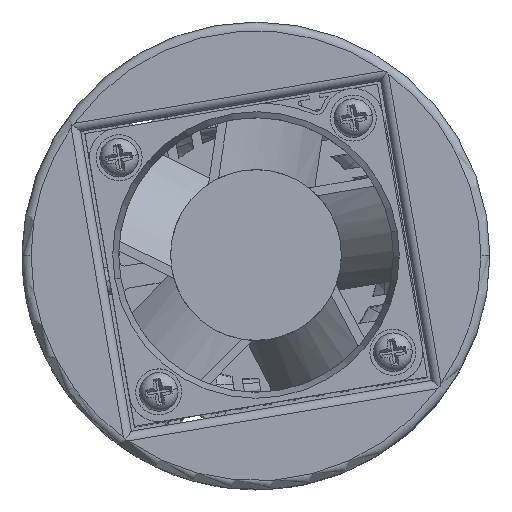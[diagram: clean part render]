
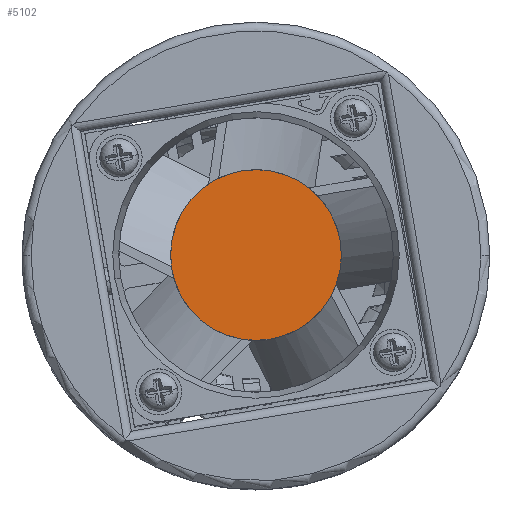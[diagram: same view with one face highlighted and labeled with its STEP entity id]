
A CAD part, top view. The second image highlights one B-rep face of the part: STEP entity #5102.
In plain terms, the highlighted face is planar.
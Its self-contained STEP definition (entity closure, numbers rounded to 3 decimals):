
#1910 = VERTEX_POINT ( 'NONE', #31051 ) ;
#3063 = VERTEX_POINT ( 'NONE', #17019 ) ;
#5102 = ADVANCED_FACE ( 'NONE', ( #10016 ), #7786, .T. ) ;
#5165 = DIRECTION ( 'NONE',  ( 0., 1., 0. ) ) ;
#7468 = ORIENTED_EDGE ( 'NONE', *, *, #15107, .T. ) ;
#7786 = PLANE ( 'NONE',  #27333 ) ;
#10016 = FACE_OUTER_BOUND ( 'NONE', #17432, .T. ) ;
#10794 = CARTESIAN_POINT ( 'NONE',  ( -0.002, 75.923, -0.114 ) ) ;
#11883 = AXIS2_PLACEMENT_3D ( 'NONE', #16651, #5165, #17459 ) ;
#12270 = AXIS2_PLACEMENT_3D ( 'NONE', #20217, #17168, #12536 ) ;
#12536 = DIRECTION ( 'NONE',  ( 0., 0., 1. ) ) ;
#15107 = EDGE_CURVE ( 'NONE', #1910, #3063, #26051, .T. ) ;
#16198 = DIRECTION ( 'NONE',  ( 0., 0., 1. ) ) ;
#16651 = CARTESIAN_POINT ( 'NONE',  ( -0.002, 75.923, -0.114 ) ) ;
#17019 = CARTESIAN_POINT ( 'NONE',  ( -0.002, 75.923, -9.602 ) ) ;
#17168 = DIRECTION ( 'NONE',  ( 0., 1., 0. ) ) ;
#17204 = EDGE_CURVE ( 'NONE', #3063, #1910, #25702, .T. ) ;
#17432 = EDGE_LOOP ( 'NONE', ( #26817, #7468 ) ) ;
#17459 = DIRECTION ( 'NONE',  ( 0., 0., 1. ) ) ;
#20217 = CARTESIAN_POINT ( 'NONE',  ( -0.002, 75.923, -0.114 ) ) ;
#25702 = CIRCLE ( 'NONE', #11883, 9.487 ) ;
#26051 = CIRCLE ( 'NONE', #12270, 9.487 ) ;
#26817 = ORIENTED_EDGE ( 'NONE', *, *, #17204, .T. ) ;
#27333 = AXIS2_PLACEMENT_3D ( 'NONE', #10794, #28391, #16198 ) ;
#28391 = DIRECTION ( 'NONE',  ( 0., 1., 0. ) ) ;
#31051 = CARTESIAN_POINT ( 'NONE',  ( -0.002, 75.923, 9.373 ) ) ;
